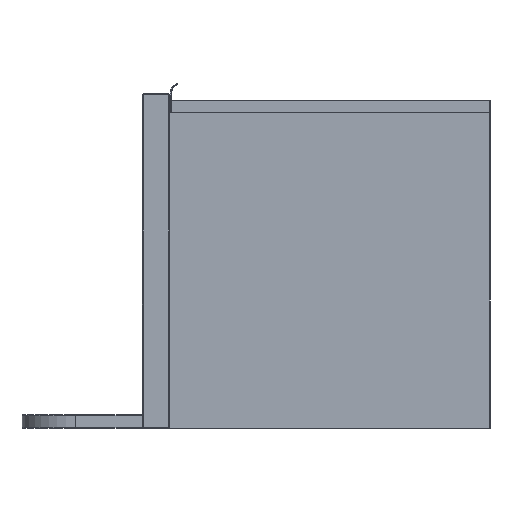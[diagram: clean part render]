
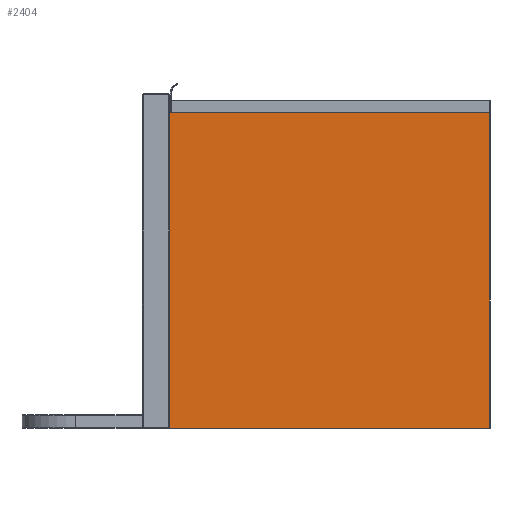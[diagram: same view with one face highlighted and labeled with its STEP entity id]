
A CAD part, left-side view. The second image highlights one B-rep face of the part: STEP entity #2404.
In plain terms, the highlighted planar face has unit normal (-1, 0, 0).
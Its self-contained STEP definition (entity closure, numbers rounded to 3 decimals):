
#273 = DIRECTION ( 'NONE',  ( 0., 0., -1. ) ) ;
#308 = EDGE_CURVE ( 'NONE', #5769, #6415, #7887, .T. ) ;
#634 = EDGE_CURVE ( 'NONE', #4283, #6415, #1299, .T. ) ;
#943 = ORIENTED_EDGE ( 'NONE', *, *, #5336, .F. ) ;
#945 = DIRECTION ( 'NONE',  ( 0., -1., 0. ) ) ;
#1019 = CARTESIAN_POINT ( 'NONE',  ( -667.5, -240., 0. ) ) ;
#1299 = LINE ( 'NONE', #6112, #7545 ) ;
#1610 = CARTESIAN_POINT ( 'NONE',  ( -667.5, 240., 472. ) ) ;
#2365 = DIRECTION ( 'NONE',  ( 1., 0., 0. ) ) ;
#2404 = ADVANCED_FACE ( 'NONE', ( #7139 ), #8494, .F. ) ;
#2439 = VERTEX_POINT ( 'NONE', #6497 ) ;
#2699 = LINE ( 'NONE', #8185, #6088 ) ;
#3185 = DIRECTION ( 'NONE',  ( 0., 1., 0. ) ) ;
#3758 = CARTESIAN_POINT ( 'NONE',  ( -667.5, -240., 472. ) ) ;
#4040 = ORIENTED_EDGE ( 'NONE', *, *, #308, .T. ) ;
#4283 = VERTEX_POINT ( 'NONE', #3758 ) ;
#4472 = CARTESIAN_POINT ( 'NONE',  ( -667.5, 240., 0. ) ) ;
#4706 = EDGE_LOOP ( 'NONE', ( #4040, #8159, #943, #8671 ) ) ;
#4746 = VECTOR ( 'NONE', #273, 1000. ) ;
#5336 = EDGE_CURVE ( 'NONE', #2439, #4283, #2699, .T. ) ;
#5769 = VERTEX_POINT ( 'NONE', #6171 ) ;
#6088 = VECTOR ( 'NONE', #6734, 1000. ) ;
#6112 = CARTESIAN_POINT ( 'NONE',  ( -667.5, -240., 472. ) ) ;
#6171 = CARTESIAN_POINT ( 'NONE',  ( -667.5, 240., 0. ) ) ;
#6415 = VERTEX_POINT ( 'NONE', #1019 ) ;
#6497 = CARTESIAN_POINT ( 'NONE',  ( -667.5, 240., 472. ) ) ;
#6734 = DIRECTION ( 'NONE',  ( 0., -1., 0. ) ) ;
#7139 = FACE_OUTER_BOUND ( 'NONE', #4706, .T. ) ;
#7545 = VECTOR ( 'NONE', #8880, 1000. ) ;
#7781 = LINE ( 'NONE', #1610, #4746 ) ;
#7854 = AXIS2_PLACEMENT_3D ( 'NONE', #8636, #2365, #3185 ) ;
#7887 = LINE ( 'NONE', #4472, #8876 ) ;
#8159 = ORIENTED_EDGE ( 'NONE', *, *, #634, .F. ) ;
#8185 = CARTESIAN_POINT ( 'NONE',  ( -667.5, 240., 472. ) ) ;
#8494 = PLANE ( 'NONE',  #7854 ) ;
#8636 = CARTESIAN_POINT ( 'NONE',  ( -667.5, 240., 472. ) ) ;
#8641 = EDGE_CURVE ( 'NONE', #2439, #5769, #7781, .T. ) ;
#8671 = ORIENTED_EDGE ( 'NONE', *, *, #8641, .T. ) ;
#8876 = VECTOR ( 'NONE', #945, 1000. ) ;
#8880 = DIRECTION ( 'NONE',  ( 0., 0., -1. ) ) ;
